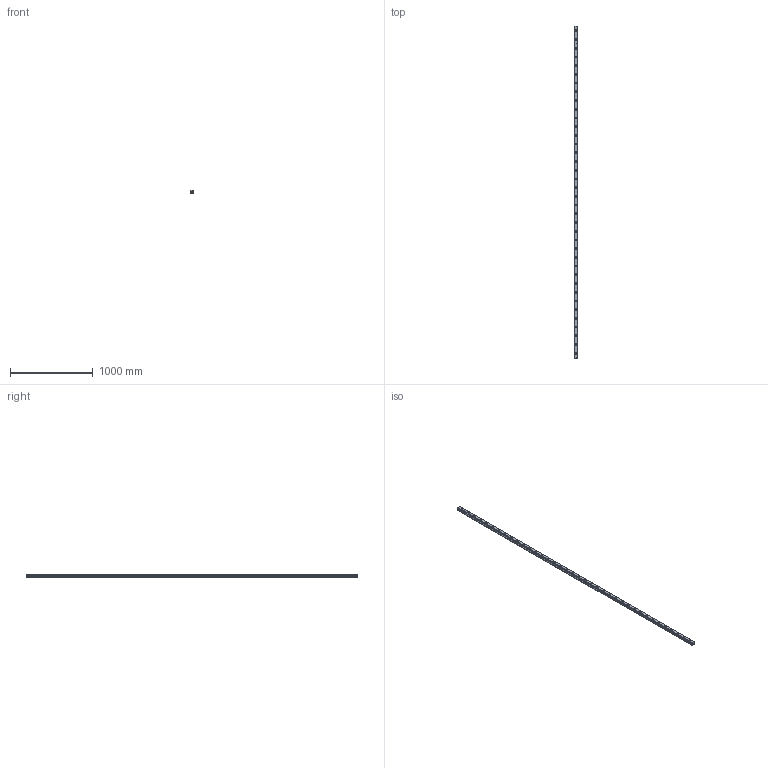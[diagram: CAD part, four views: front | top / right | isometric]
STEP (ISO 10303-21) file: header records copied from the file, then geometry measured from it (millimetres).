
FILE_DESCRIPTION(('STEP AP214'),'1');
FILE_NAME('cctmp_3CC62313-B863-4F85-8BFF-6D5BDE649A2C_2024_08_07_21_34_27_0766..stp','2024-08-07T19:34:27',('HIWIN GmbH'),('CADClick - www.CADClick.com'),'Spatial InterOp 3D',' ','unknown authorization');
FILE_SCHEMA(('AUTOMOTIVE_DESIGN'));
Length unit declared in the file: millimetre
Products named in the file (3): cc_unnamed; HGR45R4000C_FILE_1; HGR45R4000C_FILE
Assembly tree (2 placements, depth 2):
  cc_unnamed
    HGR45R4000C_FILE_1
    HGR45R4000C_FILE
Bounding box: 45 x 4000 x 38 mm (x, y, z)
Volume: 5381540.2 mm3; surface area: 777434.1 mm2
Topology: 2 solids, 2 shells, 536 faces, 1230 edges, 820 vertices
Faces by surface type: plane 300, cylinder 236
Entity records: 19634 total; most frequent: DIRECTION 2780, CARTESIAN_POINT 2589, ORIENTED_EDGE 2460, EDGE_CURVE 1230, AXIS2_PLACEMENT_3D 1011, VERTEX_POINT 820, LINE 758, VECTOR 758
